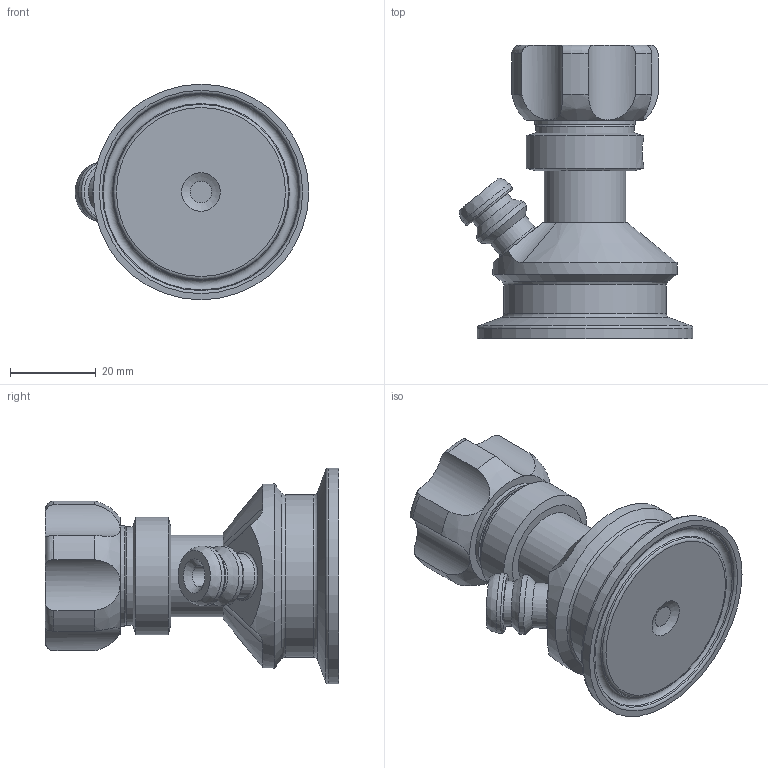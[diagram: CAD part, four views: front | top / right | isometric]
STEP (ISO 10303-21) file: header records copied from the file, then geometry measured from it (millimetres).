
FILE_DESCRIPTION(/* description */ ('This is a sample STEP configuration'),/* implementation_level */ '2;1');
FILE_NAME(/* name */ '452241E.stp',/* time_stamp */ '2020-04-22T09:58:08+02:00',/* author */ ('powerJobs'),/* organization */ ('coolOrange'),/* preprocessor_version */ 'ST-DEVELOPER v18',/* originating_system */ 'Autodesk Inventor 2020',/* authorisation */ '');
FILE_SCHEMA (('AUTOMOTIVE_DESIGN { 1 0 10303 214 3 1 1 }'));
Length unit declared in the file: millimetre
Products named in the file (1): 452241E
Bounding box: 54.59 x 68.5 x 50.4 mm (x, y, z)
Volume: 54612.4 mm3; surface area: 15059.2 mm2
Topology: 1 solids, 4 shells, 107 faces, 302 edges, 215 vertices
Faces by surface type: cylinder 43, plane 20, cone 19, torus 16, bspline 9
Full cylindrical faces by diameter (mm): 5 x2, 6.05 x1, 10.5 x2, 14 x4, 14.715 x2, 16 x2, 16.5 x2, 18.5 x1, 18.6 x2, 19 x1, 19.6 x1, 20 x1, 20.6 x1, 23 x1, 23.6 x1, 27.5 x1, 38 x1, 43 x1, 50.4 x1
Entity records: 4355 total; most frequent: CARTESIAN_POINT 1259, DIRECTION 666, ORIENTED_EDGE 602, AXIS2_PLACEMENT_3D 302, EDGE_CURVE 301, VERTEX_POINT 215, CIRCLE 197, EDGE_LOOP 126
